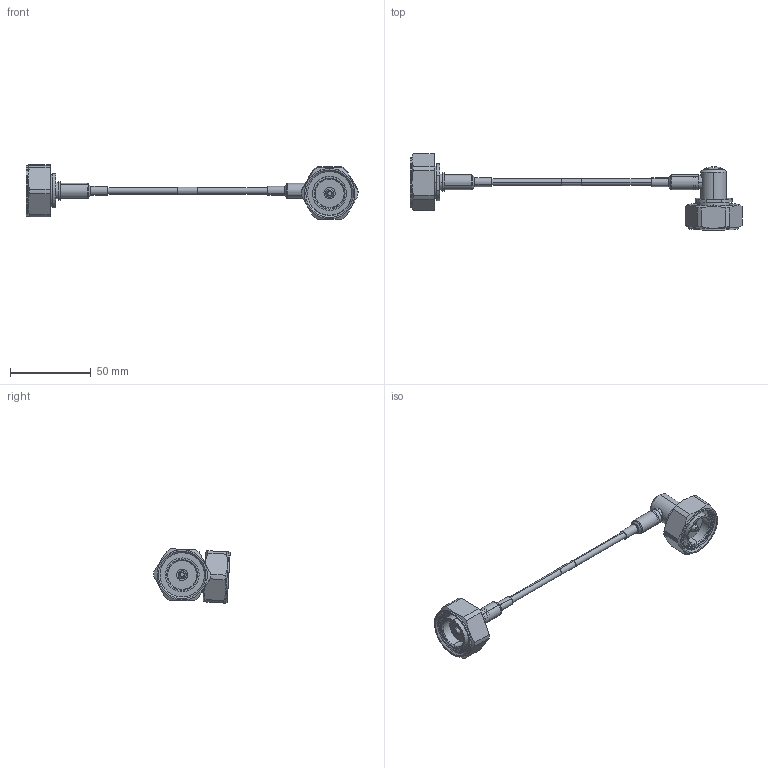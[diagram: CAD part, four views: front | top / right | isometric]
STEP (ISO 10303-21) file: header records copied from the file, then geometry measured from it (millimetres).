
FILE_DESCRIPTION (( 'STEP AP214' ), '1' );
FILE_NAME ('PE3C7992.STEP', '2021-04-09T19:21:41', ( '' ), ( '' ), 'SwSTEP 2.0', 'SolidWorks 2020', '' );
FILE_SCHEMA (( 'AUTOMOTIVE_DESIGN' ));
Length unit declared in the file: inch
Products named in the file (5): TFT-402-LF_WITH LABEL; CA-195R-MA1_.345" OD AT FERRULE; TC-402-716M-LP-PE; TC-402-716M-RA-LP-PE; PE3C7992
Assembly tree (5 placements, depth 2):
  PE3C7992
    TFT-402-LF_WITH LABEL
    TC-402-716M-LP-PE
    TC-402-716M-RA-LP-PE
    CA-195R-MA1_.345" OD AT FERRULE  x2
Bounding box: 206.1 x 47.41 x 33.72 mm (x, y, z)
Volume: 28275.7 mm3; surface area: 17515.1 mm2
Topology: 5 solids, 5 shells, 277 faces, 590 edges, 350 vertices
Faces by surface type: cylinder 116, cone 76, plane 59, torus 26
Entity records: 8238 total; most frequent: CARTESIAN_POINT 2279, DIRECTION 1322, ORIENTED_EDGE 1092, AXIS2_PLACEMENT_3D 553, EDGE_CURVE 546, VERTEX_POINT 326, CIRCLE 290, EDGE_LOOP 288
